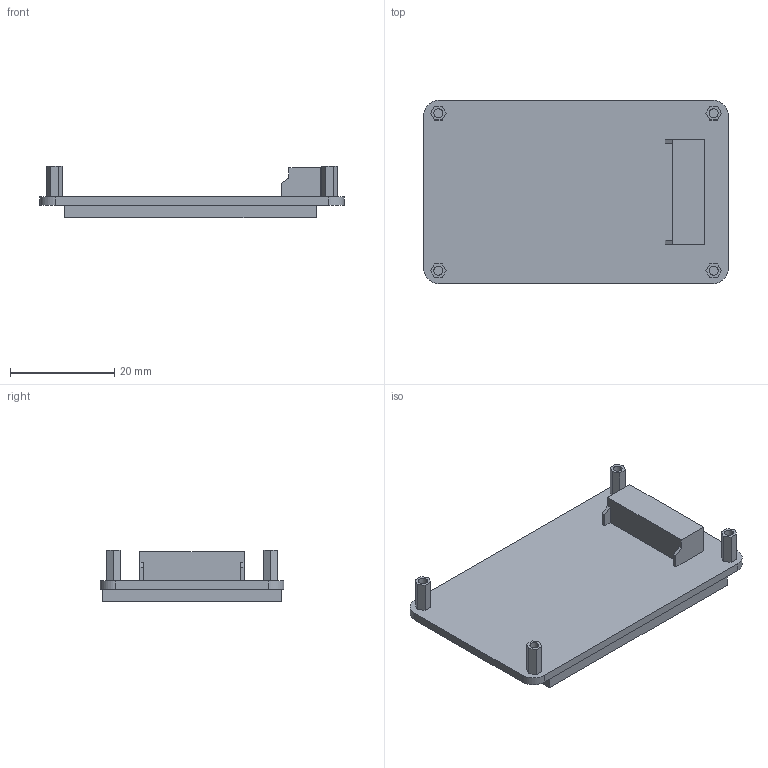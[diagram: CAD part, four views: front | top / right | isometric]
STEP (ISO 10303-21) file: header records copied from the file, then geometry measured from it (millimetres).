
FILE_DESCRIPTION((''),'2;1');
FILE_NAME('1018A','2020-10-18T',('Administrator'),(''),'PRO/ENGINEER BY PARAMETRIC TECHNOLOGY CORPORATION, 2002350','PRO/ENGINEER BY PARAMETRIC TECHNOLOGY CORPORATION, 2002350','');
FILE_SCHEMA(('CONFIG_CONTROL_DESIGN'));
Length unit declared in the file: millimetre
Products named in the file (1): 1018A
Bounding box: 58.4 x 35.2 x 9.9 mm (x, y, z)
Volume: 7881.8 mm3; surface area: 5447 mm2
Topology: 1 solids, 1 shells, 71 faces, 174 edges, 116 vertices
Faces by surface type: plane 59, cylinder 12
Entity records: 2110 total; most frequent: CARTESIAN_POINT 361, ORIENTED_EDGE 348, DIRECTION 340, EDGE_CURVE 174, VECTOR 150, LINE 150, VERTEX_POINT 116, AXIS2_PLACEMENT_3D 95
